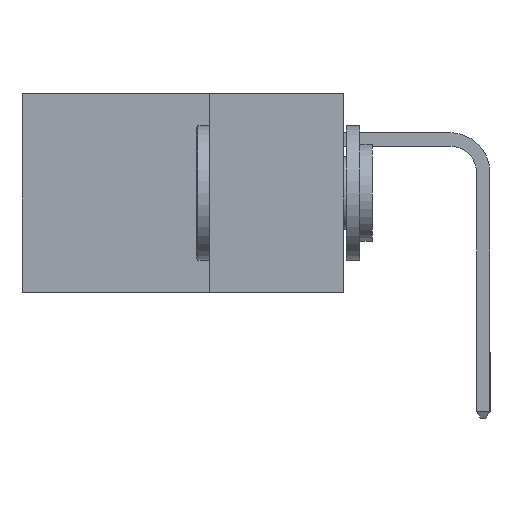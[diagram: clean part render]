
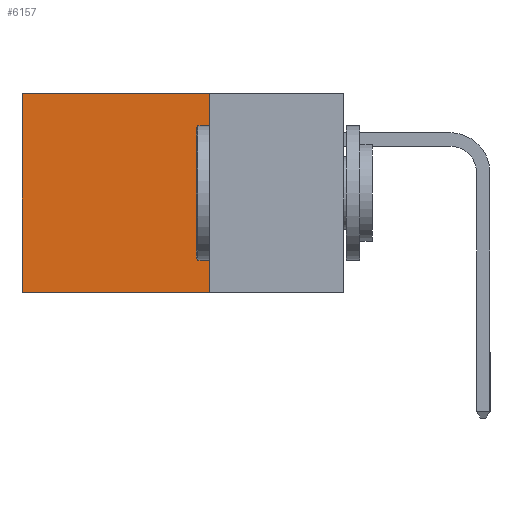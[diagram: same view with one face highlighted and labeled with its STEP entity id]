
A CAD part, left-side view. The second image highlights one B-rep face of the part: STEP entity #6157.
In plain terms, the highlighted planar face has unit normal (-1, 0, 0).
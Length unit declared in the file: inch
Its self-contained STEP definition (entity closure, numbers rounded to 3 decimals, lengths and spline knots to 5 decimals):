
#1783 = CARTESIAN_POINT ( 'NONE',  ( 0.298, 0.6, 0. ) ) ;
#1836 = LINE ( 'NONE', #3770, #10576 ) ;
#1852 = CARTESIAN_POINT ( 'NONE',  ( 0.298, 0.25, 0. ) ) ;
#1971 = CARTESIAN_POINT ( 'NONE',  ( 0.298, 0.25, -0.37 ) ) ;
#2049 = LINE ( 'NONE', #2988, #5153 ) ;
#2142 = DIRECTION ( 'NONE',  ( 0., 0., -1. ) ) ;
#2739 = EDGE_CURVE ( 'NONE', #4925, #8195, #2049, .T. ) ;
#2988 = CARTESIAN_POINT ( 'NONE',  ( 0.298, 0.25, -0.37 ) ) ;
#3060 = FACE_OUTER_BOUND ( 'NONE', #3101, .T. ) ;
#3101 = EDGE_LOOP ( 'NONE', ( #4830, #3815, #6964, #10281 ) ) ;
#3311 = DIRECTION ( 'NONE',  ( 0., 0., -1. ) ) ;
#3770 = CARTESIAN_POINT ( 'NONE',  ( 0.298, 0.25, 0. ) ) ;
#3815 = ORIENTED_EDGE ( 'NONE', *, *, #2739, .F. ) ;
#3900 = DIRECTION ( 'NONE',  ( 1., 0., 0. ) ) ;
#4302 = CARTESIAN_POINT ( 'NONE',  ( 0.298, 0.6, 0. ) ) ;
#4656 = EDGE_CURVE ( 'NONE', #11963, #10302, #1836, .T. ) ;
#4830 = ORIENTED_EDGE ( 'NONE', *, *, #6107, .T. ) ;
#4925 = VERTEX_POINT ( 'NONE', #1971 ) ;
#5153 = VECTOR ( 'NONE', #5830, 39.37008 ) ;
#5830 = DIRECTION ( 'NONE',  ( 0., 1., 0. ) ) ;
#6107 = EDGE_CURVE ( 'NONE', #10302, #8195, #6206, .T. ) ;
#6157 = ADVANCED_FACE ( 'NONE', ( #3060 ), #9831, .F. ) ;
#6206 = LINE ( 'NONE', #1783, #11494 ) ;
#6224 = AXIS2_PLACEMENT_3D ( 'NONE', #1852, #3900, #7809 ) ;
#6964 = ORIENTED_EDGE ( 'NONE', *, *, #11236, .F. ) ;
#7809 = DIRECTION ( 'NONE',  ( 0., 0., -1. ) ) ;
#8009 = CARTESIAN_POINT ( 'NONE',  ( 0.298, 0.25, 0. ) ) ;
#8195 = VERTEX_POINT ( 'NONE', #10991 ) ;
#9831 = PLANE ( 'NONE',  #6224 ) ;
#10281 = ORIENTED_EDGE ( 'NONE', *, *, #4656, .T. ) ;
#10302 = VERTEX_POINT ( 'NONE', #4302 ) ;
#10367 = LINE ( 'NONE', #8009, #12391 ) ;
#10576 = VECTOR ( 'NONE', #11743, 39.37008 ) ;
#10991 = CARTESIAN_POINT ( 'NONE',  ( 0.298, 0.6, -0.37 ) ) ;
#11236 = EDGE_CURVE ( 'NONE', #11963, #4925, #10367, .T. ) ;
#11494 = VECTOR ( 'NONE', #3311, 39.37008 ) ;
#11743 = DIRECTION ( 'NONE',  ( 0., 1., 0. ) ) ;
#11963 = VERTEX_POINT ( 'NONE', #12406 ) ;
#12391 = VECTOR ( 'NONE', #2142, 39.37008 ) ;
#12406 = CARTESIAN_POINT ( 'NONE',  ( 0.298, 0.25, 0. ) ) ;
